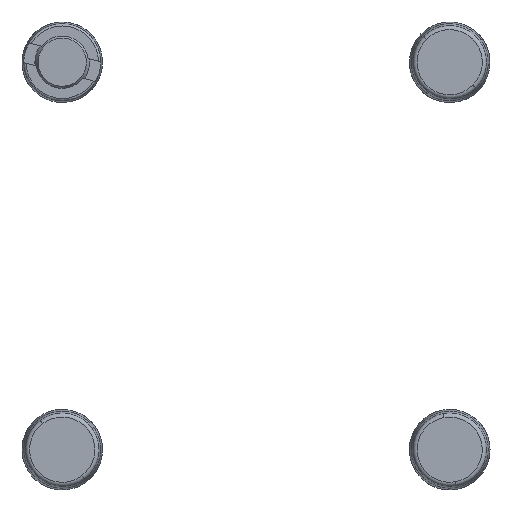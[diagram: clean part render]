
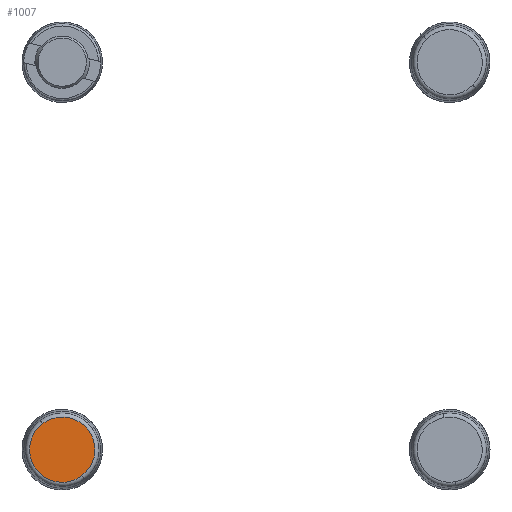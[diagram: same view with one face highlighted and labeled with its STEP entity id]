
A CAD part, front view. The second image highlights one B-rep face of the part: STEP entity #1007.
In plain terms, the highlighted face is planar.
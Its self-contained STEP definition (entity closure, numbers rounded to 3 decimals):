
#7 = ORIENTED_EDGE ( 'NONE', *, *, #805, .T. ) ;
#12 = VERTEX_POINT ( 'NONE', #2300 ) ;
#381 = DIRECTION ( 'NONE',  ( -1., 0., 0. ) ) ;
#705 = AXIS2_PLACEMENT_3D ( 'NONE', #2699, #381, #1138 ) ;
#744 = DIRECTION ( 'NONE',  ( 1., 0., 0. ) ) ;
#805 = EDGE_CURVE ( 'NONE', #12, #2451, #3027, .T. ) ;
#908 = FACE_OUTER_BOUND ( 'NONE', #1492, .T. ) ;
#995 = ORIENTED_EDGE ( 'NONE', *, *, #2203, .T. ) ;
#1007 = ADVANCED_FACE ( 'NONE', ( #908 ), #2279, .F. ) ;
#1051 = DIRECTION ( 'NONE',  ( 0., 0., 1. ) ) ;
#1138 = DIRECTION ( 'NONE',  ( 0., 0., 1. ) ) ;
#1487 = CARTESIAN_POINT ( 'NONE',  ( 0., 0., 0. ) ) ;
#1492 = EDGE_LOOP ( 'NONE', ( #7, #995 ) ) ;
#2097 = CARTESIAN_POINT ( 'NONE',  ( 0., 0., 0. ) ) ;
#2203 = EDGE_CURVE ( 'NONE', #2451, #12, #3165, .T. ) ;
#2206 = AXIS2_PLACEMENT_3D ( 'NONE', #2097, #2624, #1051 ) ;
#2279 = PLANE ( 'NONE',  #2706 ) ;
#2300 = CARTESIAN_POINT ( 'NONE',  ( 0., 0., 8.08 ) ) ;
#2451 = VERTEX_POINT ( 'NONE', #2677 ) ;
#2624 = DIRECTION ( 'NONE',  ( -1., 0., 0. ) ) ;
#2677 = CARTESIAN_POINT ( 'NONE',  ( 0., 0., -8.08 ) ) ;
#2699 = CARTESIAN_POINT ( 'NONE',  ( 0., 0., 0. ) ) ;
#2706 = AXIS2_PLACEMENT_3D ( 'NONE', #1487, #744, #2774 ) ;
#2774 = DIRECTION ( 'NONE',  ( 0., 0., -1. ) ) ;
#3027 = CIRCLE ( 'NONE', #2206, 8.08 ) ;
#3165 = CIRCLE ( 'NONE', #705, 8.08 ) ;
